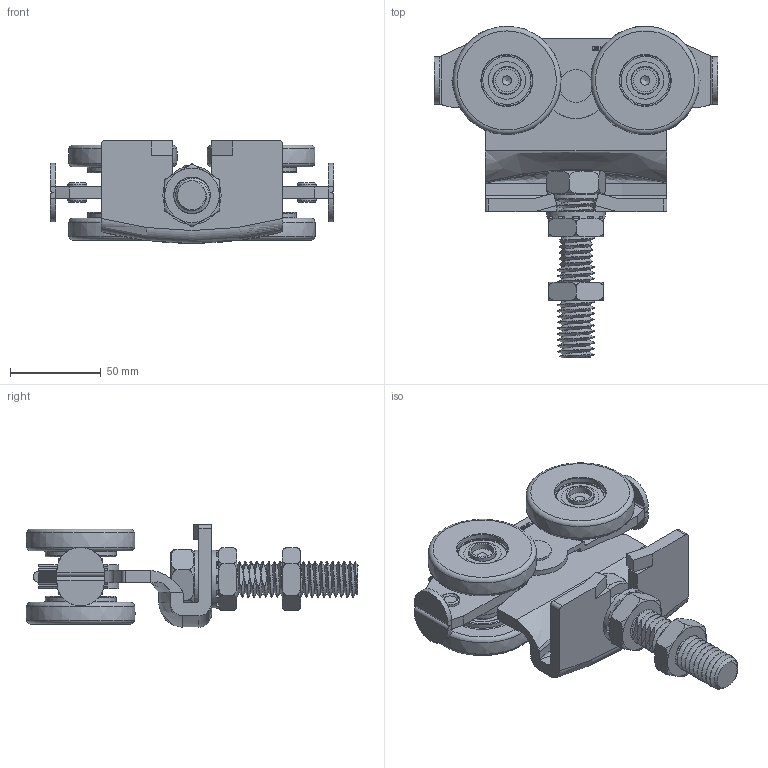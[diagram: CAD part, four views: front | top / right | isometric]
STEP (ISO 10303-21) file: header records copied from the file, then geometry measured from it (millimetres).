
FILE_DESCRIPTION(/* description */ (''),/* implementation_level */ '2;1');
FILE_NAME(/* name */ '9262s.stp',/* time_stamp */ '2015-03-05T08:30:38+01:00',/* author */ ('Didierr'),/* organization */ (''),/* preprocessor_version */ 'ST-DEVELOPER v15.6',/* originating_system */ 'Autodesk Inventor 2015',/* authorisation */ '');
FILE_SCHEMA (('AUTOMOTIVE_DESIGN { 1 0 10303 214 3 1 1 }'));
Length unit declared in the file: millimetre
Products named in the file (1): tyty
Bounding box: 156 x 182.49 x 56.35 mm (x, y, z)
Volume: 303749.3 mm3; surface area: 124404 mm2
Topology: 33 solids, 45 shells, 905 faces, 2351 edges, 1547 vertices
Faces by surface type: plane 375, cylinder 247, torus 122, bspline 91, cone 42, sphere 28
Full cylindrical faces by diameter (mm): 2.5 x8, 5.2 x2, 10.4 x4, 12.5 x4, 14.8 x4, 15 x4, 15.2 x4, 15.8 x1, 16.2 x2, 16.3 x1, 18 x1, 20 x4, 20.5 x1, 20.542 x8, 24 x4, 26.458 x8, 28 x4, 32 x6, 32.05 x8, 34.4 x4, 39 x4
Entity records: 33180 total; most frequent: CARTESIAN_POINT 11534, ORIENTED_EDGE 4324, DIRECTION 4035, EDGE_CURVE 2114, AXIS2_PLACEMENT_3D 1594, VERTEX_POINT 1480, EDGE_LOOP 1200, ADVANCED_FACE 905
